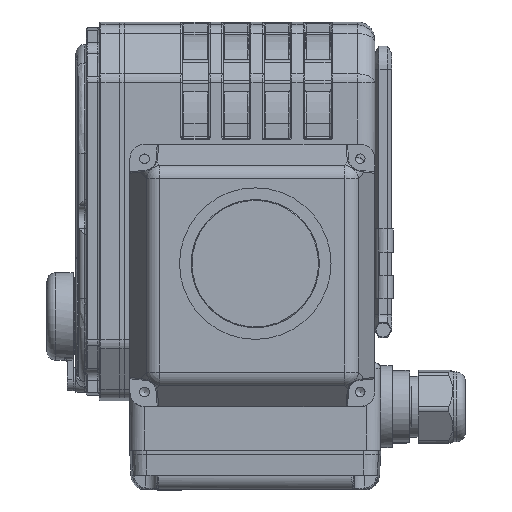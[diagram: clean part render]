
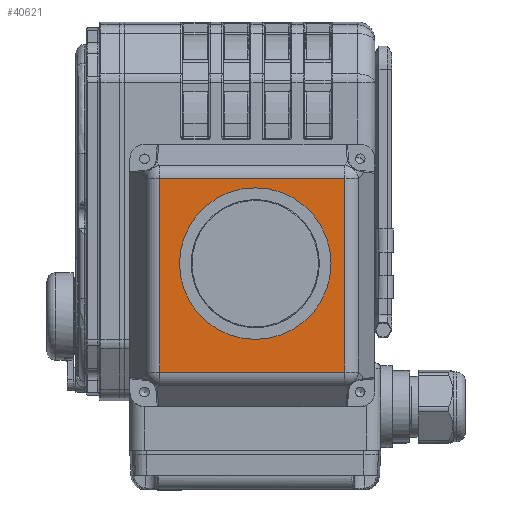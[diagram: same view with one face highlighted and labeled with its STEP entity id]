
A CAD part, top view. The second image highlights one B-rep face of the part: STEP entity #40621.
In plain terms, the highlighted face is planar.
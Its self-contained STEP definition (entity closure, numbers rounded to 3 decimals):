
#2690=LINE('',#72743,#5802);
#2701=LINE('',#72763,#5813);
#2702=LINE('',#72765,#5814);
#2704=LINE('',#72768,#5816);
#5802=VECTOR('',#53421,1000.);
#5813=VECTOR('',#53442,1000.);
#5814=VECTOR('',#53445,1000.);
#5816=VECTOR('',#53449,1000.);
#8091=CIRCLE('',#45161,26.);
#9816=PLANE('',#45160);
#16421=ORIENTED_EDGE('',*,*,#25292,.F.);
#16422=ORIENTED_EDGE('',*,*,#25265,.T.);
#16423=ORIENTED_EDGE('',*,*,#25277,.T.);
#16424=ORIENTED_EDGE('',*,*,#25279,.F.);
#16425=ORIENTED_EDGE('',*,*,#25276,.F.);
#25265=EDGE_CURVE('',#30145,#30150,#2690,.T.);
#25276=EDGE_CURVE('',#30145,#30142,#2701,.T.);
#25277=EDGE_CURVE('',#30150,#30141,#2702,.T.);
#25279=EDGE_CURVE('',#30142,#30141,#2704,.T.);
#25292=EDGE_CURVE('',#30168,#30168,#8091,.T.);
#30141=VERTEX_POINT('',#72662);
#30142=VERTEX_POINT('',#72666);
#30145=VERTEX_POINT('',#72676);
#30150=VERTEX_POINT('',#72692);
#30168=VERTEX_POINT('',#72796);
#34058=EDGE_LOOP('',(#16421));
#34059=EDGE_LOOP('',(#16422,#16423,#16424,#16425));
#36977=FACE_BOUND('',#34058,.T.);
#36978=FACE_BOUND('',#34059,.T.);
#40621=ADVANCED_FACE('',(#36977,#36978),#9816,.F.);
#45160=AXIS2_PLACEMENT_3D('',#72794,#53484,#53485);
#45161=AXIS2_PLACEMENT_3D('',#72795,#53486,#53487);
#53421=DIRECTION('',(0.,0.,-1.));
#53442=DIRECTION('',(-1.,0.,0.));
#53445=DIRECTION('',(-1.,0.,0.));
#53449=DIRECTION('',(0.,0.,-1.));
#53484=DIRECTION('',(0.,-1.,0.));
#53485=DIRECTION('',(0.,0.,-1.));
#53486=DIRECTION('',(0.,1.,0.));
#53487=DIRECTION('',(0.,0.,-1.));
#72662=CARTESIAN_POINT('',(-33.188,25.5,-31.766));
#72666=CARTESIAN_POINT('',(-33.188,25.5,31.766));
#72676=CARTESIAN_POINT('',(33.188,25.5,31.766));
#72692=CARTESIAN_POINT('',(33.188,25.5,-31.766));
#72743=CARTESIAN_POINT('',(33.188,25.5,60.));
#72763=CARTESIAN_POINT('',(60.,25.5,31.766));
#72765=CARTESIAN_POINT('',(60.,25.5,-31.766));
#72768=CARTESIAN_POINT('',(-33.188,25.5,60.));
#72794=CARTESIAN_POINT('',(60.,25.5,-31.766));
#72795=CARTESIAN_POINT('',(-4.,25.5,-1.));
#72796=CARTESIAN_POINT('',(-4.,25.5,-27.));
